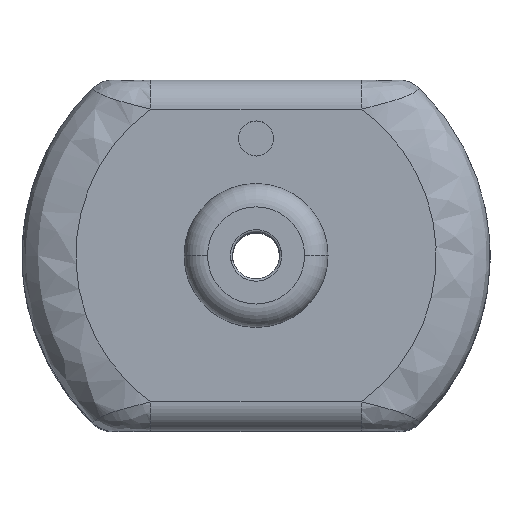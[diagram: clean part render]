
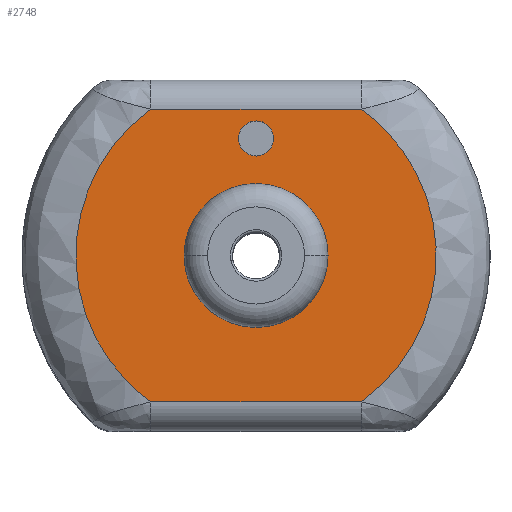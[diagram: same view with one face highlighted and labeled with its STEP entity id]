
A CAD part, top view. The second image highlights one B-rep face of the part: STEP entity #2748.
In plain terms, the highlighted planar face has unit normal (0, 0, 1).
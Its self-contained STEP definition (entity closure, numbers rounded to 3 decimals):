
#187 = EDGE_CURVE ( 'NONE', #9798, #9312, #14529, .T. ) ;
#528 = AXIS2_PLACEMENT_3D ( 'NONE', #14198, #9907, #3263 ) ;
#864 = DIRECTION ( 'NONE',  ( 1., 0., 0. ) ) ;
#882 = B_SPLINE_CURVE_WITH_KNOTS ( 'NONE', 3,
 ( #9244, #15073, #13415, #4038, #2666, #2584, #15156, #6481, #16262, #3766, #6572, #17720, #7021, #10041 ),
 .UNSPECIFIED., .F., .F.,
 ( 4, 2, 2, 2, 2, 2, 4 ),
 ( 0.147, 0.324, 0.412, 0.5, 0.588, 0.676, 0.853 ),
 .UNSPECIFIED. ) ;
#1115 = ORIENTED_EDGE ( 'NONE', *, *, #15413, .F. ) ;
#1291 = VERTEX_POINT ( 'NONE', #10377 ) ;
#1421 = CARTESIAN_POINT ( 'NONE',  ( -0.334, 2.225, 4.227 ) ) ;
#1441 = PLANE ( 'NONE',  #4803 ) ;
#1706 = VECTOR ( 'NONE', #864, 1000. ) ;
#2026 = EDGE_CURVE ( 'NONE', #10518, #5454, #12904, .T. ) ;
#2109 = DIRECTION ( 'NONE',  ( 0., 0., 1. ) ) ;
#2559 = CARTESIAN_POINT ( 'NONE',  ( 1.368, 0., 4.227 ) ) ;
#2584 = CARTESIAN_POINT ( 'NONE',  ( -3.394, 0.541, 4.227 ) ) ;
#2666 = CARTESIAN_POINT ( 'NONE',  ( -3.267, 1.067, 4.227 ) ) ;
#2748 = ADVANCED_FACE ( 'NONE', ( #9719, #15302, #2811 ), #1441, .F. ) ;
#2811 = FACE_OUTER_BOUND ( 'NONE', #16902, .T. ) ;
#2930 = CARTESIAN_POINT ( 'NONE',  ( 3.267, 1.067, 4.227 ) ) ;
#3017 = CARTESIAN_POINT ( 'NONE',  ( 3.394, -0.541, 4.227 ) ) ;
#3038 = EDGE_LOOP ( 'NONE', ( #7374, #4762 ) ) ;
#3117 = CARTESIAN_POINT ( 'NONE',  ( 2.802, 2.045, 4.227 ) ) ;
#3146 = VERTEX_POINT ( 'NONE', #1421 ) ;
#3263 = DIRECTION ( 'NONE',  ( 1., 0., 0. ) ) ;
#3315 = CARTESIAN_POINT ( 'NONE',  ( 0., 2.781, 4.227 ) ) ;
#3766 = CARTESIAN_POINT ( 'NONE',  ( -3.267, -1.067, 4.227 ) ) ;
#4038 = CARTESIAN_POINT ( 'NONE',  ( -3.173, 1.321, 4.227 ) ) ;
#4299 = CARTESIAN_POINT ( 'NONE',  ( 3.394, 0.541, 4.227 ) ) ;
#4479 = CARTESIAN_POINT ( 'NONE',  ( 3.427, 0.27, 4.227 ) ) ;
#4762 = ORIENTED_EDGE ( 'NONE', *, *, #16482, .F. ) ;
#4803 = AXIS2_PLACEMENT_3D ( 'NONE', #9999, #15569, #6981 ) ;
#5013 = DIRECTION ( 'NONE',  ( 0., 0., 1. ) ) ;
#5240 = EDGE_LOOP ( 'NONE', ( #9568, #1115 ) ) ;
#5358 = EDGE_CURVE ( 'NONE', #17655, #3146, #14708, .T. ) ;
#5454 = VERTEX_POINT ( 'NONE', #2559 ) ;
#5671 = CARTESIAN_POINT ( 'NONE',  ( 0., 0., 4.227 ) ) ;
#5838 = CARTESIAN_POINT ( 'NONE',  ( 3.267, -1.067, 4.227 ) ) ;
#6461 = CARTESIAN_POINT ( 'NONE',  ( 0., 0., 4.227 ) ) ;
#6481 = CARTESIAN_POINT ( 'NONE',  ( -3.427, -0.27, 4.227 ) ) ;
#6572 = CARTESIAN_POINT ( 'NONE',  ( -3.173, -1.321, 4.227 ) ) ;
#6981 = DIRECTION ( 'NONE',  ( -1., 0., 0. ) ) ;
#7021 = CARTESIAN_POINT ( 'NONE',  ( -2.44, -2.466, 4.228 ) ) ;
#7105 = CARTESIAN_POINT ( 'NONE',  ( 2.44, 2.466, 4.227 ) ) ;
#7139 = ORIENTED_EDGE ( 'NONE', *, *, #10805, .T. ) ;
#7317 = DIRECTION ( 'NONE',  ( -1., 0., 0. ) ) ;
#7374 = ORIENTED_EDGE ( 'NONE', *, *, #2026, .F. ) ;
#7654 = CARTESIAN_POINT ( 'NONE',  ( 0., 2.225, 4.227 ) ) ;
#8482 = CARTESIAN_POINT ( 'NONE',  ( 2.802, -2.044, 4.227 ) ) ;
#8820 = AXIS2_PLACEMENT_3D ( 'NONE', #6461, #2109, #11751 ) ;
#8976 = LINE ( 'NONE', #9061, #1706 ) ;
#9061 = CARTESIAN_POINT ( 'NONE',  ( 0., -2.781, 4.227 ) ) ;
#9244 = CARTESIAN_POINT ( 'NONE',  ( -2.001, 2.781, 4.227 ) ) ;
#9312 = VERTEX_POINT ( 'NONE', #11597 ) ;
#9568 = ORIENTED_EDGE ( 'NONE', *, *, #5358, .F. ) ;
#9719 = FACE_BOUND ( 'NONE', #5240, .T. ) ;
#9733 = ORIENTED_EDGE ( 'NONE', *, *, #16158, .T. ) ;
#9798 = VERTEX_POINT ( 'NONE', #17068 ) ;
#9818 = CIRCLE ( 'NONE', #528, 0.334 ) ;
#9823 = VECTOR ( 'NONE', #15908, 1000. ) ;
#9907 = DIRECTION ( 'NONE',  ( 0., 0., 1. ) ) ;
#9999 = CARTESIAN_POINT ( 'NONE',  ( 0., 0., 4.227 ) ) ;
#10041 = CARTESIAN_POINT ( 'NONE',  ( -2.001, -2.781, 4.227 ) ) ;
#10377 = CARTESIAN_POINT ( 'NONE',  ( 2.001, -2.781, 4.227 ) ) ;
#10405 = CARTESIAN_POINT ( 'NONE',  ( 0.334, 2.225, 4.227 ) ) ;
#10425 = CARTESIAN_POINT ( 'NONE',  ( -2.001, -2.781, 4.227 ) ) ;
#10518 = VERTEX_POINT ( 'NONE', #14247 ) ;
#10805 = EDGE_CURVE ( 'NONE', #1291, #9798, #12667, .T. ) ;
#11107 = CARTESIAN_POINT ( 'NONE',  ( 2.001, -2.781, 4.227 ) ) ;
#11385 = EDGE_CURVE ( 'NONE', #9312, #14304, #882, .T. ) ;
#11597 = CARTESIAN_POINT ( 'NONE',  ( -2.001, 2.781, 4.227 ) ) ;
#11751 = DIRECTION ( 'NONE',  ( -1., 0., 0. ) ) ;
#12099 = AXIS2_PLACEMENT_3D ( 'NONE', #5671, #14041, #7317 ) ;
#12586 = CARTESIAN_POINT ( 'NONE',  ( 2.44, -2.466, 4.227 ) ) ;
#12667 = B_SPLINE_CURVE_WITH_KNOTS ( 'NONE', 3,
 ( #11107, #12586, #8482, #12776, #5838, #3017, #16689, #4479, #4299, #2930, #14026, #3117, #7105, #16578 ),
 .UNSPECIFIED., .F., .F.,
 ( 4, 2, 2, 2, 2, 2, 4 ),
 ( 0.147, 0.324, 0.412, 0.5, 0.588, 0.676, 0.853 ),
 .UNSPECIFIED. ) ;
#12776 = CARTESIAN_POINT ( 'NONE',  ( 3.173, -1.321, 4.227 ) ) ;
#12904 = CIRCLE ( 'NONE', #8820, 1.368 ) ;
#13415 = CARTESIAN_POINT ( 'NONE',  ( -2.802, 2.044, 4.227 ) ) ;
#14026 = CARTESIAN_POINT ( 'NONE',  ( 3.173, 1.321, 4.227 ) ) ;
#14041 = DIRECTION ( 'NONE',  ( 0., 0., 1. ) ) ;
#14198 = CARTESIAN_POINT ( 'NONE',  ( 0., 2.225, 4.227 ) ) ;
#14201 = ORIENTED_EDGE ( 'NONE', *, *, #187, .T. ) ;
#14247 = CARTESIAN_POINT ( 'NONE',  ( -1.368, 0., 4.227 ) ) ;
#14304 = VERTEX_POINT ( 'NONE', #10425 ) ;
#14432 = CIRCLE ( 'NONE', #12099, 1.368 ) ;
#14529 = LINE ( 'NONE', #3315, #9823 ) ;
#14708 = CIRCLE ( 'NONE', #15013, 0.334 ) ;
#14770 = DIRECTION ( 'NONE',  ( 1., 0., 0. ) ) ;
#15013 = AXIS2_PLACEMENT_3D ( 'NONE', #7654, #5013, #14770 ) ;
#15073 = CARTESIAN_POINT ( 'NONE',  ( -2.44, 2.466, 4.227 ) ) ;
#15156 = CARTESIAN_POINT ( 'NONE',  ( -3.426, 0.27, 4.227 ) ) ;
#15302 = FACE_BOUND ( 'NONE', #3038, .T. ) ;
#15413 = EDGE_CURVE ( 'NONE', #3146, #17655, #9818, .T. ) ;
#15569 = DIRECTION ( 'NONE',  ( 0., 0., -1. ) ) ;
#15908 = DIRECTION ( 'NONE',  ( -1., 0., 0. ) ) ;
#16158 = EDGE_CURVE ( 'NONE', #14304, #1291, #8976, .T. ) ;
#16262 = CARTESIAN_POINT ( 'NONE',  ( -3.394, -0.541, 4.227 ) ) ;
#16482 = EDGE_CURVE ( 'NONE', #5454, #10518, #14432, .T. ) ;
#16578 = CARTESIAN_POINT ( 'NONE',  ( 2.001, 2.781, 4.227 ) ) ;
#16689 = CARTESIAN_POINT ( 'NONE',  ( 3.426, -0.27, 4.227 ) ) ;
#16902 = EDGE_LOOP ( 'NONE', ( #16952, #9733, #7139, #14201 ) ) ;
#16952 = ORIENTED_EDGE ( 'NONE', *, *, #11385, .T. ) ;
#17068 = CARTESIAN_POINT ( 'NONE',  ( 2.001, 2.781, 4.227 ) ) ;
#17655 = VERTEX_POINT ( 'NONE', #10405 ) ;
#17720 = CARTESIAN_POINT ( 'NONE',  ( -2.802, -2.045, 4.227 ) ) ;
